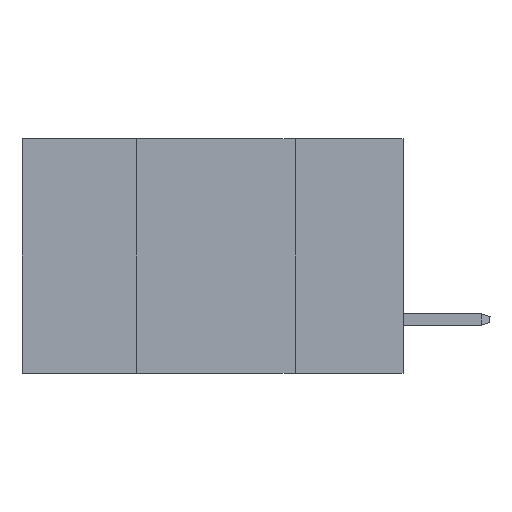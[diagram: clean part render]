
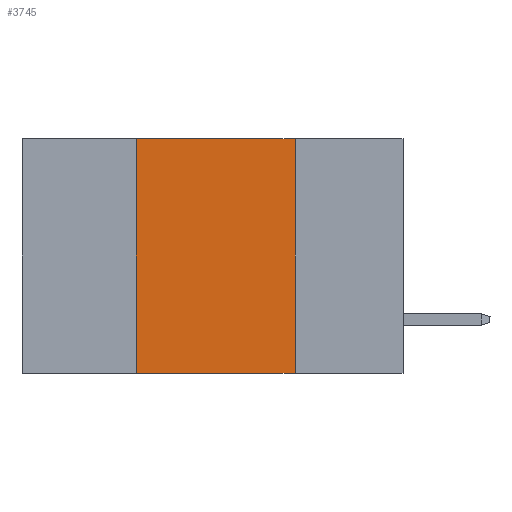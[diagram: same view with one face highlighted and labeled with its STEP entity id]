
A CAD part, left-side view. The second image highlights one B-rep face of the part: STEP entity #3745.
In plain terms, the highlighted planar face has unit normal (-1, 0, 0).
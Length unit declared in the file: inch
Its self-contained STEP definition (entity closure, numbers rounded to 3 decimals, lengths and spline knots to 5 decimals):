
#762 = CARTESIAN_POINT ( 'NONE',  ( 0., 0.17, 0. ) ) ;
#1183 = PLANE ( 'NONE',  #9208 ) ;
#1255 = DIRECTION ( 'NONE',  ( 1., 0., 0. ) ) ;
#2394 = EDGE_CURVE ( 'NONE', #12507, #6008, #14065, .T. ) ;
#2440 = VERTEX_POINT ( 'NONE', #7086 ) ;
#2545 = VERTEX_POINT ( 'NONE', #762 ) ;
#2608 = CARTESIAN_POINT ( 'NONE',  ( 0., 0.6, -0.37 ) ) ;
#2746 = DIRECTION ( 'NONE',  ( 0., -1., 0. ) ) ;
#3226 = VECTOR ( 'NONE', #10571, 39.37008 ) ;
#3620 = VECTOR ( 'NONE', #14211, 39.37008 ) ;
#3622 = VECTOR ( 'NONE', #2746, 39.37008 ) ;
#3745 = ADVANCED_FACE ( 'NONE', ( #12437 ), #1183, .F. ) ;
#3769 = ORIENTED_EDGE ( 'NONE', *, *, #8175, .F. ) ;
#4191 = CARTESIAN_POINT ( 'NONE',  ( 0., 0.42, -0.37 ) ) ;
#4521 = DIRECTION ( 'NONE',  ( 0., 0., 1. ) ) ;
#5113 = EDGE_LOOP ( 'NONE', ( #6598, #12326, #3769, #7094 ) ) ;
#6008 = VERTEX_POINT ( 'NONE', #14457 ) ;
#6598 = ORIENTED_EDGE ( 'NONE', *, *, #11092, .F. ) ;
#7086 = CARTESIAN_POINT ( 'NONE',  ( 0., 0.42, 0. ) ) ;
#7094 = ORIENTED_EDGE ( 'NONE', *, *, #2394, .T. ) ;
#7428 = EDGE_CURVE ( 'NONE', #2440, #2545, #13413, .T. ) ;
#8021 = DIRECTION ( 'NONE',  ( 0., 0., -1. ) ) ;
#8175 = EDGE_CURVE ( 'NONE', #12507, #2440, #9059, .T. ) ;
#9059 = LINE ( 'NONE', #11188, #9972 ) ;
#9208 = AXIS2_PLACEMENT_3D ( 'NONE', #13538, #1255, #8021 ) ;
#9593 = CARTESIAN_POINT ( 'NONE',  ( 0., 0.17, 0. ) ) ;
#9972 = VECTOR ( 'NONE', #4521, 39.37008 ) ;
#10571 = DIRECTION ( 'NONE',  ( 0., 0., -1. ) ) ;
#11092 = EDGE_CURVE ( 'NONE', #2545, #6008, #14071, .T. ) ;
#11188 = CARTESIAN_POINT ( 'NONE',  ( 0., 0.42, 0. ) ) ;
#12326 = ORIENTED_EDGE ( 'NONE', *, *, #7428, .F. ) ;
#12437 = FACE_OUTER_BOUND ( 'NONE', #5113, .T. ) ;
#12507 = VERTEX_POINT ( 'NONE', #4191 ) ;
#13413 = LINE ( 'NONE', #14426, #3620 ) ;
#13538 = CARTESIAN_POINT ( 'NONE',  ( 0., 0.6, 0. ) ) ;
#14065 = LINE ( 'NONE', #2608, #3622 ) ;
#14071 = LINE ( 'NONE', #9593, #3226 ) ;
#14211 = DIRECTION ( 'NONE',  ( 0., -1., 0. ) ) ;
#14426 = CARTESIAN_POINT ( 'NONE',  ( 0., 0.6, 0. ) ) ;
#14457 = CARTESIAN_POINT ( 'NONE',  ( 0., 0.17, -0.37 ) ) ;
